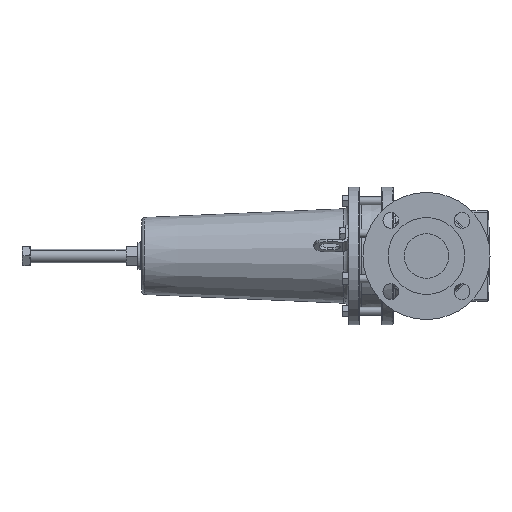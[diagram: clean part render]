
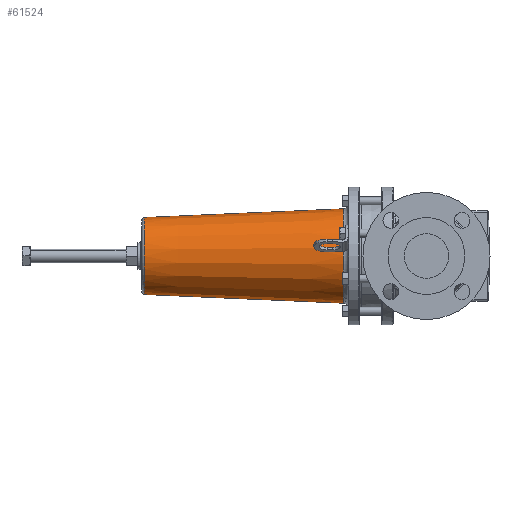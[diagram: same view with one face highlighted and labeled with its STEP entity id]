
A CAD part, left-side view. The second image highlights one B-rep face of the part: STEP entity #61524.
In plain terms, the highlighted conical face has half-angle 2.5 degrees and reference radius 56.85 mm.
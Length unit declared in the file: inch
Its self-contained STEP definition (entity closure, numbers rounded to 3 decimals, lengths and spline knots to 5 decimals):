
#2144 = LINE ( 'NONE', #60651, #35572 ) ;
#3793 = DIRECTION ( 'NONE',  ( 0., 0., -1. ) ) ;
#6566 = CONICAL_SURFACE ( 'NONE', #45959, 2.23819, 0.044 ) ;
#9468 = ORIENTED_EDGE ( 'NONE', *, *, #55204, .T. ) ;
#9824 = CARTESIAN_POINT ( 'NONE',  ( 0., 3.9231, 2.22776 ) ) ;
#10226 = VERTEX_POINT ( 'NONE', #19224 ) ;
#10492 = ORIENTED_EDGE ( 'NONE', *, *, #38826, .F. ) ;
#11054 = VERTEX_POINT ( 'NONE', #28449 ) ;
#11667 = ORIENTED_EDGE ( 'NONE', *, *, #51876, .T. ) ;
#13833 = CARTESIAN_POINT ( 'NONE',  ( 0., 3.9231, -2.22776 ) ) ;
#19224 = CARTESIAN_POINT ( 'NONE',  ( 0., 13.31445, -1.81772 ) ) ;
#21483 = DIRECTION ( 'NONE',  ( 0., -0.999, -0.044 ) ) ;
#22576 = CARTESIAN_POINT ( 'NONE',  ( 0., 3.684, 2.23819 ) ) ;
#28224 = LINE ( 'NONE', #22576, #58486 ) ;
#28449 = CARTESIAN_POINT ( 'NONE',  ( 0., 13.31445, 1.81772 ) ) ;
#28866 = DIRECTION ( 'NONE',  ( 0., 0., -1. ) ) ;
#32920 = DIRECTION ( 'NONE',  ( 0., 1., 0. ) ) ;
#34769 = CIRCLE ( 'NONE', #48874, 2.22776 ) ;
#35572 = VECTOR ( 'NONE', #21483, 39.37008 ) ;
#35763 = DIRECTION ( 'NONE',  ( 0., 0., 1. ) ) ;
#38688 = FACE_OUTER_BOUND ( 'NONE', #45863, .T. ) ;
#38826 = EDGE_CURVE ( 'NONE', #11054, #50034, #28224, .T. ) ;
#40611 = AXIS2_PLACEMENT_3D ( 'NONE', #59772, #50914, #35763 ) ;
#45863 = EDGE_LOOP ( 'NONE', ( #10492, #58549, #11667, #9468 ) ) ;
#45959 = AXIS2_PLACEMENT_3D ( 'NONE', #57985, #52608, #28866 ) ;
#47183 = DIRECTION ( 'NONE',  ( 0., -0.999, 0.044 ) ) ;
#47469 = CARTESIAN_POINT ( 'NONE',  ( 0., 3.9231, 0. ) ) ;
#48874 = AXIS2_PLACEMENT_3D ( 'NONE', #47469, #32920, #3793 ) ;
#50034 = VERTEX_POINT ( 'NONE', #9824 ) ;
#50914 = DIRECTION ( 'NONE',  ( 0., -1., 0. ) ) ;
#51876 = EDGE_CURVE ( 'NONE', #10226, #55551, #2144, .T. ) ;
#52608 = DIRECTION ( 'NONE',  ( 0., -1., 0. ) ) ;
#55204 = EDGE_CURVE ( 'NONE', #55551, #50034, #34769, .T. ) ;
#55551 = VERTEX_POINT ( 'NONE', #13833 ) ;
#56812 = EDGE_CURVE ( 'NONE', #11054, #10226, #58816, .T. ) ;
#57985 = CARTESIAN_POINT ( 'NONE',  ( 0., 3.684, 0. ) ) ;
#58486 = VECTOR ( 'NONE', #47183, 39.37008 ) ;
#58549 = ORIENTED_EDGE ( 'NONE', *, *, #56812, .T. ) ;
#58816 = CIRCLE ( 'NONE', #40611, 1.81772 ) ;
#59772 = CARTESIAN_POINT ( 'NONE',  ( 0., 13.31445, 0. ) ) ;
#60651 = CARTESIAN_POINT ( 'NONE',  ( 0., 3.684, -2.23819 ) ) ;
#61524 = ADVANCED_FACE ( 'NONE', ( #38688 ), #6566, .T. ) ;
